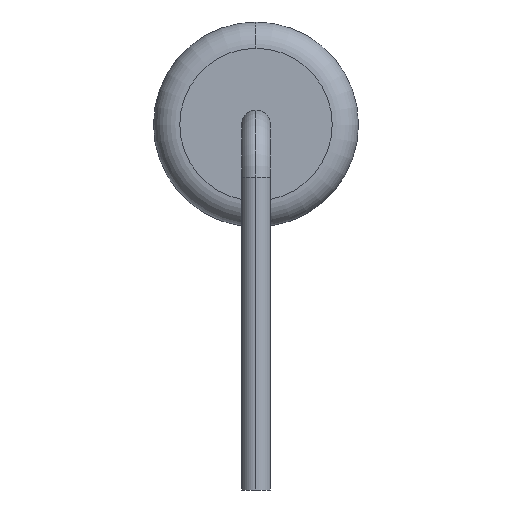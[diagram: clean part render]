
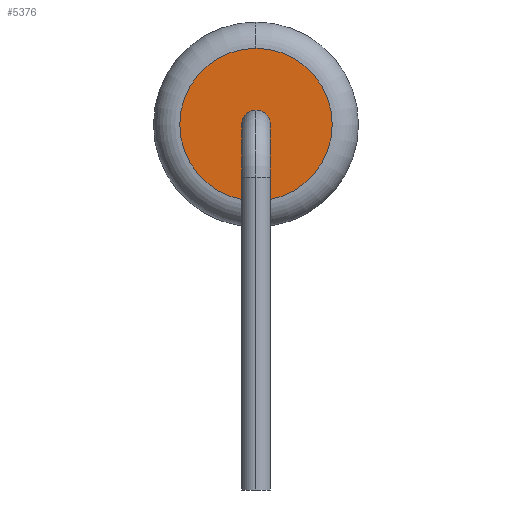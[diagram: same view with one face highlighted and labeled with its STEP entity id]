
A CAD part, left-side view. The second image highlights one B-rep face of the part: STEP entity #5376.
In plain terms, the highlighted planar face has unit normal (-1, 0, 0).
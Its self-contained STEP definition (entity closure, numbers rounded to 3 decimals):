
#86 = ORIENTED_EDGE ( 'NONE', *, *, #4242, .F. ) ;
#647 = CARTESIAN_POINT ( 'NONE',  ( -4.5, 0., 0.275 ) ) ;
#738 = DIRECTION ( 'NONE',  ( 0., 0., -1. ) ) ;
#1254 = ORIENTED_EDGE ( 'NONE', *, *, #2076, .F. ) ;
#1713 = DIRECTION ( 'NONE',  ( 0., 0., 1. ) ) ;
#2076 = EDGE_CURVE ( 'NONE', #11757, #8137, #6877, .T. ) ;
#3847 = AXIS2_PLACEMENT_3D ( 'NONE', #10884, #4694, #738 ) ;
#4008 = CARTESIAN_POINT ( 'NONE',  ( -4.5, 0., -0.275 ) ) ;
#4242 = EDGE_CURVE ( 'NONE', #8137, #11757, #6265, .T. ) ;
#4450 = CIRCLE ( 'NONE', #11808, 1.45 ) ;
#4479 = EDGE_CURVE ( 'NONE', #7294, #9451, #6048, .T. ) ;
#4694 = DIRECTION ( 'NONE',  ( 1., 0., 0. ) ) ;
#5112 = EDGE_LOOP ( 'NONE', ( #12824, #7072 ) ) ;
#5376 = ADVANCED_FACE ( 'NONE', ( #8776, #12903 ), #10821, .F. ) ;
#5823 = AXIS2_PLACEMENT_3D ( 'NONE', #10717, #6894, #12734 ) ;
#5825 = CARTESIAN_POINT ( 'NONE',  ( -4.5, 0., 0. ) ) ;
#6048 = CIRCLE ( 'NONE', #12333, 1.45 ) ;
#6265 = CIRCLE ( 'NONE', #11112, 0.275 ) ;
#6731 = CARTESIAN_POINT ( 'NONE',  ( -4.5, 0., 1.45 ) ) ;
#6877 = CIRCLE ( 'NONE', #5823, 0.275 ) ;
#6894 = DIRECTION ( 'NONE',  ( -1., 0., 0. ) ) ;
#7072 = ORIENTED_EDGE ( 'NONE', *, *, #8523, .T. ) ;
#7294 = VERTEX_POINT ( 'NONE', #6731 ) ;
#7300 = DIRECTION ( 'NONE',  ( 0., 0., 1. ) ) ;
#7796 = DIRECTION ( 'NONE',  ( -1., 0., 0. ) ) ;
#7828 = CARTESIAN_POINT ( 'NONE',  ( -4.5, 0., -1.45 ) ) ;
#8137 = VERTEX_POINT ( 'NONE', #647 ) ;
#8523 = EDGE_CURVE ( 'NONE', #9451, #7294, #4450, .T. ) ;
#8776 = FACE_BOUND ( 'NONE', #9029, .T. ) ;
#9029 = EDGE_LOOP ( 'NONE', ( #86, #1254 ) ) ;
#9451 = VERTEX_POINT ( 'NONE', #7828 ) ;
#9848 = DIRECTION ( 'NONE',  ( 0., 0., -1. ) ) ;
#10717 = CARTESIAN_POINT ( 'NONE',  ( -4.5, 0., 0. ) ) ;
#10821 = PLANE ( 'NONE',  #3847 ) ;
#10884 = CARTESIAN_POINT ( 'NONE',  ( -4.5, 0., 0. ) ) ;
#11112 = AXIS2_PLACEMENT_3D ( 'NONE', #5825, #11887, #9848 ) ;
#11170 = DIRECTION ( 'NONE',  ( -1., 0., 0. ) ) ;
#11757 = VERTEX_POINT ( 'NONE', #4008 ) ;
#11808 = AXIS2_PLACEMENT_3D ( 'NONE', #12087, #11170, #7300 ) ;
#11887 = DIRECTION ( 'NONE',  ( -1., 0., 0. ) ) ;
#12087 = CARTESIAN_POINT ( 'NONE',  ( -4.5, 0., 0. ) ) ;
#12333 = AXIS2_PLACEMENT_3D ( 'NONE', #12567, #7796, #1713 ) ;
#12567 = CARTESIAN_POINT ( 'NONE',  ( -4.5, 0., 0. ) ) ;
#12734 = DIRECTION ( 'NONE',  ( 0., 0., -1. ) ) ;
#12824 = ORIENTED_EDGE ( 'NONE', *, *, #4479, .T. ) ;
#12903 = FACE_OUTER_BOUND ( 'NONE', #5112, .T. ) ;
